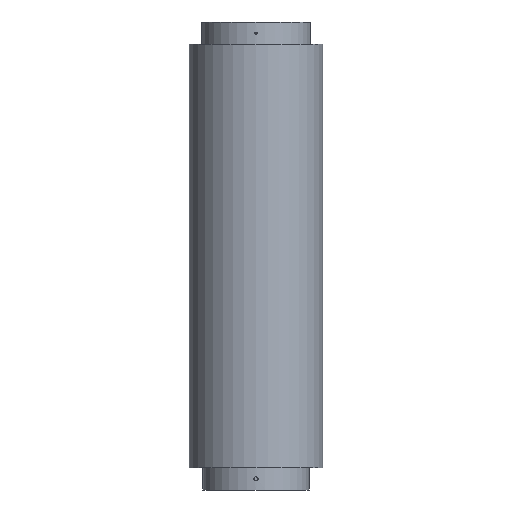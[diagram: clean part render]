
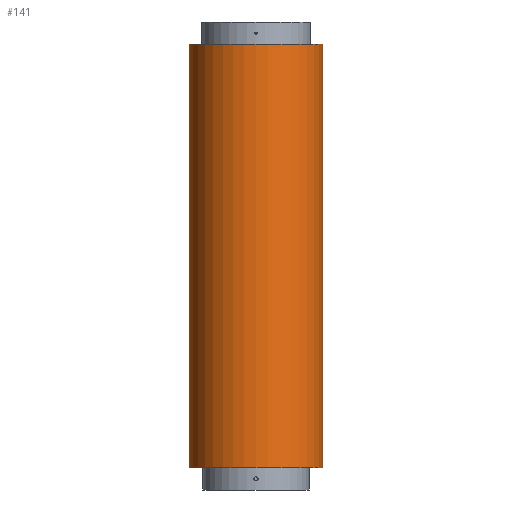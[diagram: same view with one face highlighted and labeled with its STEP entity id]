
A CAD part, front view. The second image highlights one B-rep face of the part: STEP entity #141.
In plain terms, the highlighted cylindrical face has radius 150 mm (diameter 300 mm), a partial arc.
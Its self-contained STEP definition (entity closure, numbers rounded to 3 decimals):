
#141=ADVANCED_FACE('',(#253),#254,.T.);
#253=FACE_OUTER_BOUND('',#355,.T.);
#254=CYLINDRICAL_SURFACE('',#356,150.0);
#355=EDGE_LOOP('',(#479,#480,#481,#482));
#356=AXIS2_PLACEMENT_3D('',#483,#484,#485);
#479=ORIENTED_EDGE('',*,*,#586,.F.);
#480=ORIENTED_EDGE('',*,*,#595,.F.);
#481=ORIENTED_EDGE('',*,*,#591,.F.);
#482=ORIENTED_EDGE('',*,*,#599,.F.);
#483=CARTESIAN_POINT('',(0.0,0.0,0.0));
#484=DIRECTION('',(0.0,0.0,1.0));
#485=DIRECTION('',(1.0,0.0,0.0));
#586=EDGE_CURVE('',#657,#660,#661,.T.);
#591=EDGE_CURVE('',#666,#669,#670,.F.);
#595=EDGE_CURVE('',#669,#657,#675,.T.);
#599=EDGE_CURVE('',#660,#666,#679,.T.);
#657=VERTEX_POINT('',#1141);
#660=VERTEX_POINT('',#1145);
#661=LINE('',#1146,#1147);
#666=VERTEX_POINT('',#1154);
#669=VERTEX_POINT('',#1158);
#670=LINE('',#1159,#1160);
#675=CIRCLE('',#1167,150.0);
#679=CIRCLE('',#1171,150.0);
#1141=CARTESIAN_POINT('',(-0.1,150.,0.0));
#1145=CARTESIAN_POINT('',(-0.1,150.,950.0));
#1146=CARTESIAN_POINT('',(-0.1,150.,0.0));
#1147=VECTOR('',#1602,1.0);
#1154=CARTESIAN_POINT('',(0.1,150.,950.0));
#1158=CARTESIAN_POINT('',(0.1,150.,0.0));
#1159=CARTESIAN_POINT('',(0.1,150.,0.0));
#1160=VECTOR('',#1606,1.0);
#1167=AXIS2_PLACEMENT_3D('',#1609,#1610,#1611);
#1171=AXIS2_PLACEMENT_3D('',#1618,#1619,#1620);
#1602=DIRECTION('',(0.0,0.0,1.0));
#1606=DIRECTION('',(0.0,0.0,1.0));
#1609=CARTESIAN_POINT('',(0.0,0.0,0.0));
#1610=DIRECTION('',(0.0,0.0,-1.0));
#1611=DIRECTION('',(-1.0,0.0,0.0));
#1618=CARTESIAN_POINT('',(0.0,0.0,950.0));
#1619=DIRECTION('',(0.0,0.0,1.0));
#1620=DIRECTION('',(1.0,0.0,0.0));
